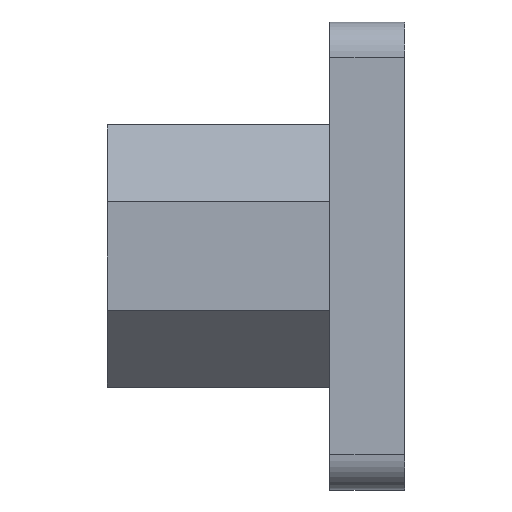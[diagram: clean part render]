
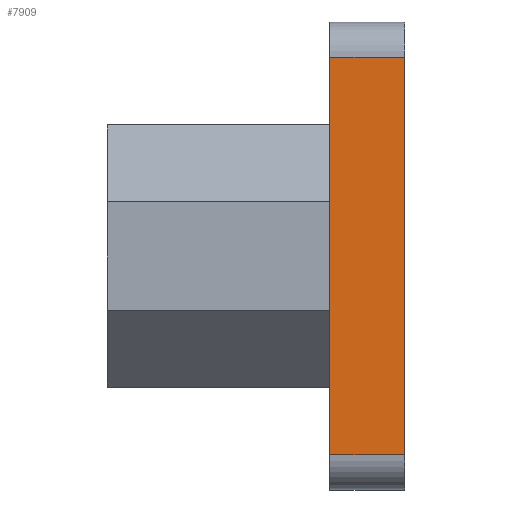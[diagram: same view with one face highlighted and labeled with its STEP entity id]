
A CAD part, left-side view. The second image highlights one B-rep face of the part: STEP entity #7909.
In plain terms, the highlighted planar face has unit normal (-1, 0, 0).
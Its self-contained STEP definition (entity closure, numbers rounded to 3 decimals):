
#212 = ORIENTED_EDGE ( 'NONE', *, *, #4811, .T. ) ;
#349 = CARTESIAN_POINT ( 'NONE',  ( -20., 0., 8.5 ) ) ;
#1071 = EDGE_CURVE ( 'NONE', #9231, #2161, #9406, .T. ) ;
#1208 = EDGE_LOOP ( 'NONE', ( #1683, #212, #9053, #5582 ) ) ;
#1339 = DIRECTION ( 'NONE',  ( 0., -1., 0. ) ) ;
#1560 = VECTOR ( 'NONE', #5642, 1000. ) ;
#1683 = ORIENTED_EDGE ( 'NONE', *, *, #2287, .T. ) ;
#2161 = VERTEX_POINT ( 'NONE', #349 ) ;
#2287 = EDGE_CURVE ( 'NONE', #4310, #3224, #3803, .T. ) ;
#3224 = VERTEX_POINT ( 'NONE', #7073 ) ;
#3761 = CARTESIAN_POINT ( 'NONE',  ( -20., -3.2, -10. ) ) ;
#3803 = LINE ( 'NONE', #6387, #1560 ) ;
#3943 = AXIS2_PLACEMENT_3D ( 'NONE', #3761, #9757, #5282 ) ;
#4310 = VERTEX_POINT ( 'NONE', #9239 ) ;
#4811 = EDGE_CURVE ( 'NONE', #3224, #2161, #4972, .T. ) ;
#4871 = DIRECTION ( 'NONE',  ( 0., 0., 1. ) ) ;
#4911 = VECTOR ( 'NONE', #1339, 1000. ) ;
#4972 = LINE ( 'NONE', #7138, #6739 ) ;
#5282 = DIRECTION ( 'NONE',  ( 0., 0., 1. ) ) ;
#5294 = CARTESIAN_POINT ( 'NONE',  ( -20., 0., -8.5 ) ) ;
#5582 = ORIENTED_EDGE ( 'NONE', *, *, #7626, .T. ) ;
#5626 = CARTESIAN_POINT ( 'NONE',  ( -20., 0., -10. ) ) ;
#5642 = DIRECTION ( 'NONE',  ( 0., 0., 1. ) ) ;
#6387 = CARTESIAN_POINT ( 'NONE',  ( -20., -3.2, -10. ) ) ;
#6739 = VECTOR ( 'NONE', #9393, 1000. ) ;
#6752 = PLANE ( 'NONE',  #3943 ) ;
#7073 = CARTESIAN_POINT ( 'NONE',  ( -20., -3.2, 8.5 ) ) ;
#7138 = CARTESIAN_POINT ( 'NONE',  ( -20., -3.2, 8.5 ) ) ;
#7179 = VECTOR ( 'NONE', #4871, 1000. ) ;
#7626 = EDGE_CURVE ( 'NONE', #9231, #4310, #9138, .T. ) ;
#7909 = ADVANCED_FACE ( 'NONE', ( #8436 ), #6752, .T. ) ;
#8436 = FACE_OUTER_BOUND ( 'NONE', #1208, .T. ) ;
#9053 = ORIENTED_EDGE ( 'NONE', *, *, #1071, .F. ) ;
#9138 = LINE ( 'NONE', #9523, #4911 ) ;
#9231 = VERTEX_POINT ( 'NONE', #5294 ) ;
#9239 = CARTESIAN_POINT ( 'NONE',  ( -20., -3.2, -8.5 ) ) ;
#9393 = DIRECTION ( 'NONE',  ( 0., 1., 0. ) ) ;
#9406 = LINE ( 'NONE', #5626, #7179 ) ;
#9523 = CARTESIAN_POINT ( 'NONE',  ( -20., -3.2, -8.5 ) ) ;
#9757 = DIRECTION ( 'NONE',  ( -1., 0., 0. ) ) ;
